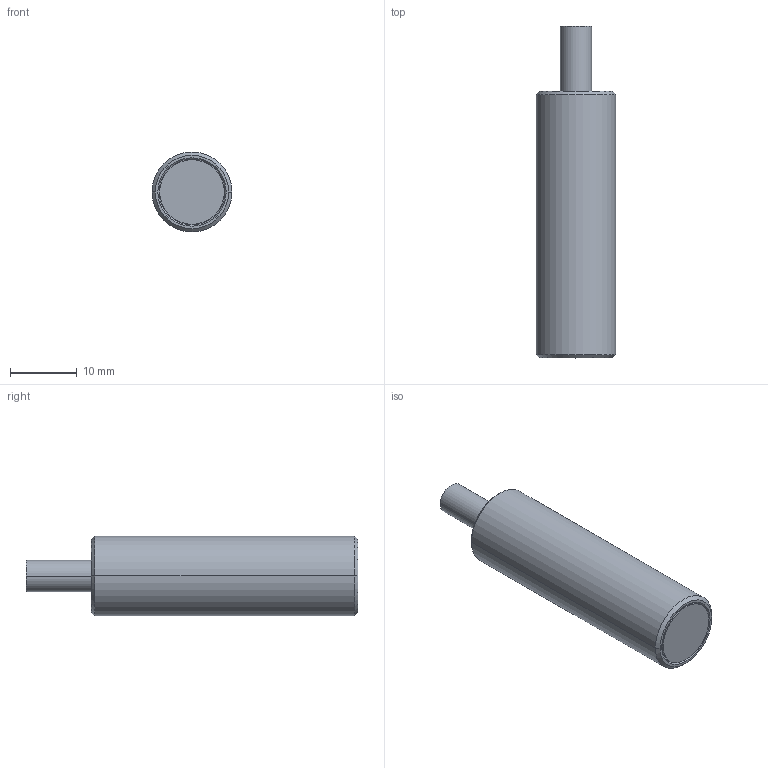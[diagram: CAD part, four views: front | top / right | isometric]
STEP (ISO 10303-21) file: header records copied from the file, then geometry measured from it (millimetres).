
FILE_DESCRIPTION((''),'2;1');
FILE_NAME('DM_CAD-6691_SW0001','2019-08-14T12:42:51',('creinig-se'),(''),'CREO PARAMETRIC BY PTC INC, 2018420','CREO PARAMETRIC BY PTC INC, 2018420','');
FILE_SCHEMA(('CONFIG_CONTROL_DESIGN','SHAPE_APPEARANCE_LAYERS_GROUPS'));
Length unit declared in the file: millimetre
Products named in the file (1): DM_CAD-6691_SW0001
Bounding box: 12 x 49.8 x 12 mm (x, y, z)
Volume: 4671.7 mm3; surface area: 1870.4 mm2
Topology: 1 solids, 1 shells, 20 faces, 89 edges, 126 vertices
Faces by surface type: cone 8, plane 6, cylinder 6
Entity records: 1188 total; most frequent: DIRECTION 171, CARTESIAN_POINT 134, ORIENTED_EDGE 76, PRESENTATION_STYLE_ASSIGNMENT 72, STYLED_ITEM 72, AXIS2_PLACEMENT_3D 61, CURVE_STYLE 52, TRIMMED_CURVE 51
